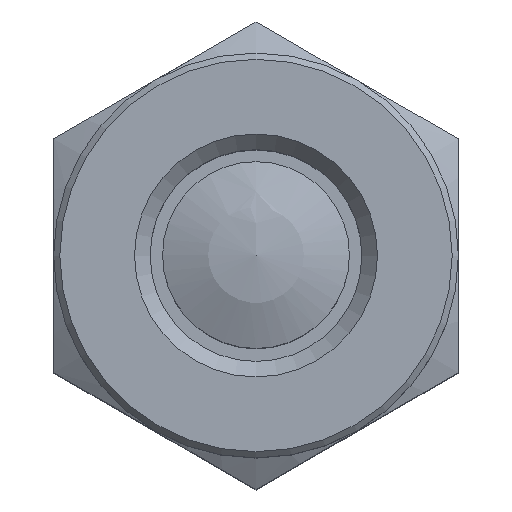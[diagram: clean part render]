
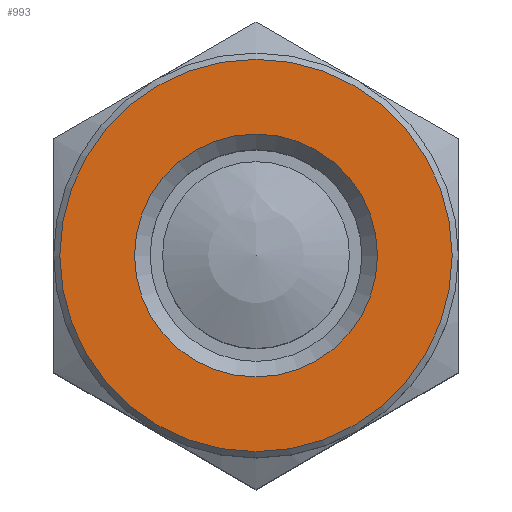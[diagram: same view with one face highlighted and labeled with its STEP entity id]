
A CAD part, top view. The second image highlights one B-rep face of the part: STEP entity #993.
In plain terms, the highlighted face is planar.
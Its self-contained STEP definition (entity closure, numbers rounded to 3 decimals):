
#292=ORIENTED_EDGE('',*,*,#528,.F.);
#293=ORIENTED_EDGE('',*,*,#529,.T.);
#528=EDGE_CURVE('',#638,#638,#702,.T.);
#529=EDGE_CURVE('',#639,#639,#703,.T.);
#638=VERTEX_POINT('',#1785);
#639=VERTEX_POINT('',#1787);
#702=CIRCLE('',#1128,6.3);
#703=CIRCLE('',#1129,3.9);
#770=EDGE_LOOP('',(#292));
#771=EDGE_LOOP('',(#293));
#872=FACE_BOUND('',#770,.T.);
#873=FACE_BOUND('',#771,.T.);
#942=PLANE('',#1127);
#993=ADVANCED_FACE('',(#872,#873),#942,.F.);
#1127=AXIS2_PLACEMENT_3D('',#1783,#1344,#1345);
#1128=AXIS2_PLACEMENT_3D('',#1784,#1346,#1347);
#1129=AXIS2_PLACEMENT_3D('',#1786,#1348,#1349);
#1344=DIRECTION('',(1.,0.,0.));
#1345=DIRECTION('',(0.,0.,-1.));
#1346=DIRECTION('',(1.,0.,0.));
#1347=DIRECTION('',(0.,0.,-1.));
#1348=DIRECTION('',(1.,0.,0.));
#1349=DIRECTION('',(0.,0.,-1.));
#1783=CARTESIAN_POINT('',(0.,0.,0.));
#1784=CARTESIAN_POINT('',(0.,0.,0.));
#1785=CARTESIAN_POINT('',(0.,0.,-6.3));
#1786=CARTESIAN_POINT('',(0.,0.,0.));
#1787=CARTESIAN_POINT('',(0.,0.,-3.9));
